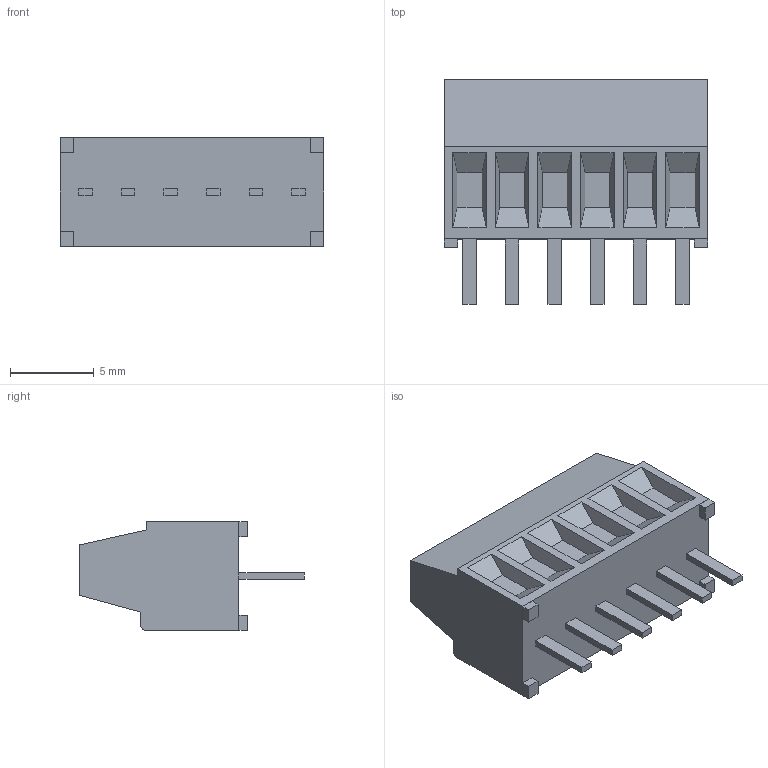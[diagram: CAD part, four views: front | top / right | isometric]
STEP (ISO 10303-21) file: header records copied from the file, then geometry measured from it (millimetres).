
FILE_DESCRIPTION(/* description */ ('STEP AP242','CAx-IF Rec.Pracs.---Representation and Presentation of Product Manufacturing Information (PMI)---4.0---2014-10-13','CAx-IF Rec.Pracs.---3D Tessellated Geometry---0.4---2014-09-14','2;1','CAx-IF Rec.Pracs.---User Defined Attributes---1.5---2016-08-15'),/* implementation_level */ '2;1');
FILE_NAME(/* name */ '690eb383bbeab33db620ac47',/* time_stamp */ '2025-11-08T03:05:39Z',/* author */ (''),/* organization */ (''),/* preprocessor_version */ 'ST-DEVELOPER v20',/* originating_system */ 'ONSHAPE BY PTC INC, 1.206',/* authorisation */ ' ');
FILE_SCHEMA (('AP242_MANAGED_MODEL_BASED_3D_ENGINEERING_MIM_LF { 1 0 10303 442 1 1 4 }'));
Length unit declared in the file: metre
Products named in the file (11): C-282834-6
Bounding box: 15.7 x 13.4 x 6.5 mm (x, y, z)
Volume: 736.9 mm3; surface area: 785.8 mm2
Topology: 11 solids, 11 shells, 197 faces, 477 edges, 314 vertices
Faces by surface type: plane 184, cylinder 13
Full cylindrical faces by diameter (mm): 2.1 x6
Entity records: 5848 total; most frequent: CARTESIAN_POINT 981, ORIENTED_EDGE 930, DIRECTION 925, EDGE_CURVE 465, LINE 421, VECTOR 421, VERTEX_POINT 308, AXIS2_PLACEMENT_3D 252
